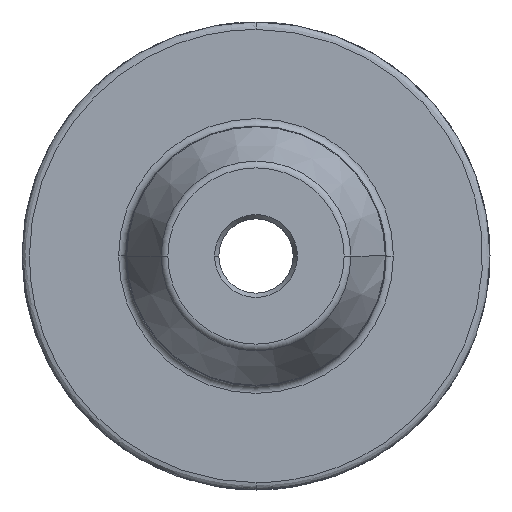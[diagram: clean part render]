
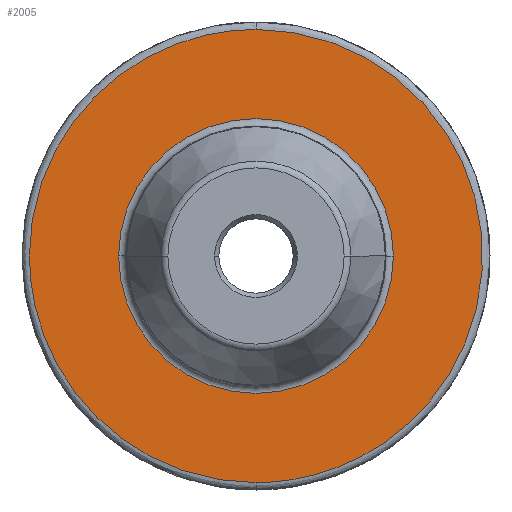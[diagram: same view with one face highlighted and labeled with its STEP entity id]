
A CAD part, front view. The second image highlights one B-rep face of the part: STEP entity #2005.
In plain terms, the highlighted planar face has unit normal (0, -1, 0).
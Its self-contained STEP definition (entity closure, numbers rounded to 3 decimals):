
#52 = EDGE_CURVE ( 'NONE', #167, #2393, #4440, .T. ) ;
#100 = CARTESIAN_POINT ( 'NONE',  ( 0., -27., -30.5 ) ) ;
#167 = VERTEX_POINT ( 'NONE', #3326 ) ;
#179 = CARTESIAN_POINT ( 'NONE',  ( 0., -27., 0. ) ) ;
#250 = ORIENTED_EDGE ( 'NONE', *, *, #4066, .F. ) ;
#593 = DIRECTION ( 'NONE',  ( 1., 0., 0. ) ) ;
#697 = CIRCLE ( 'NONE', #1511, 18.5 ) ;
#813 = CARTESIAN_POINT ( 'NONE',  ( 0., -27., 30.5 ) ) ;
#827 = CARTESIAN_POINT ( 'NONE',  ( -30.5, -27., 0. ) ) ;
#860 = VERTEX_POINT ( 'NONE', #964 ) ;
#861 =( BOUNDED_CURVE ( )  B_SPLINE_CURVE ( 3, ( #2834, #5263, #3248, #813 ),
 .UNSPECIFIED., .F., .F. ) 
 B_SPLINE_CURVE_WITH_KNOTS ( ( 4, 4 ),
 ( 0., 0.333 ),
 .UNSPECIFIED. ) 
 CURVE ( )  GEOMETRIC_REPRESENTATION_ITEM ( )  RATIONAL_B_SPLINE_CURVE ( ( 1., 0.805, 0.805, 1. ) ) 
 REPRESENTATION_ITEM ( '' )  );
#964 = CARTESIAN_POINT ( 'NONE',  ( -30.5, -27., 0. ) ) ;
#1204 = CARTESIAN_POINT ( 'NONE',  ( -31.5, -27., 0. ) ) ;
#1247 = CARTESIAN_POINT ( 'NONE',  ( 0., -27., -30.5 ) ) ;
#1250 = EDGE_CURVE ( 'NONE', #4515, #4243, #697, .T. ) ;
#1297 = CARTESIAN_POINT ( 'NONE',  ( 61., -27., 30.5 ) ) ;
#1511 = AXIS2_PLACEMENT_3D ( 'NONE', #2386, #5218, #2781 ) ;
#1573 = ORIENTED_EDGE ( 'NONE', *, *, #5118, .T. ) ;
#1857 = ORIENTED_EDGE ( 'NONE', *, *, #1250, .T. ) ;
#1985 = EDGE_LOOP ( 'NONE', ( #1573, #1857 ) ) ;
#1994 = PLANE ( 'NONE',  #3651 ) ;
#2005 = ADVANCED_FACE ( 'NONE', ( #4441, #3490 ), #1994, .T. ) ;
#2014 = DIRECTION ( 'NONE',  ( 1., 0., 0. ) ) ;
#2386 = CARTESIAN_POINT ( 'NONE',  ( 0., -27., 0. ) ) ;
#2393 = VERTEX_POINT ( 'NONE', #1247 ) ;
#2449 = CARTESIAN_POINT ( 'NONE',  ( 0., -27., -30.5 ) ) ;
#2533 = CARTESIAN_POINT ( 'NONE',  ( 0., -27., 30.5 ) ) ;
#2598 = CIRCLE ( 'NONE', #5261, 18.5 ) ;
#2613 = CARTESIAN_POINT ( 'NONE',  ( 18.5, -27., 0. ) ) ;
#2781 = DIRECTION ( 'NONE',  ( 1., 0., 0. ) ) ;
#2834 = CARTESIAN_POINT ( 'NONE',  ( -30.5, -27., 0. ) ) ;
#3021 = DIRECTION ( 'NONE',  ( 0., 1., 0. ) ) ;
#3248 = CARTESIAN_POINT ( 'NONE',  ( -17.866, -27., 30.5 ) ) ;
#3263 = ORIENTED_EDGE ( 'NONE', *, *, #4113, .F. ) ;
#3264 = CARTESIAN_POINT ( 'NONE',  ( -30.5, -27., -17.866 ) ) ;
#3326 = CARTESIAN_POINT ( 'NONE',  ( 0., -27., 30.5 ) ) ;
#3336 = CARTESIAN_POINT ( 'NONE',  ( 61., -27., -30.5 ) ) ;
#3490 = FACE_OUTER_BOUND ( 'NONE', #5214, .T. ) ;
#3651 = AXIS2_PLACEMENT_3D ( 'NONE', #1204, #4449, #2014 ) ;
#4066 = EDGE_CURVE ( 'NONE', #860, #167, #861, .T. ) ;
#4113 = EDGE_CURVE ( 'NONE', #2393, #860, #5181, .T. ) ;
#4243 = VERTEX_POINT ( 'NONE', #2613 ) ;
#4440 =( BOUNDED_CURVE ( )  B_SPLINE_CURVE ( 3, ( #2533, #1297, #3336, #100 ),
 .UNSPECIFIED., .F., .F. ) 
 B_SPLINE_CURVE_WITH_KNOTS ( ( 4, 4 ),
 ( 0.333, 1. ),
 .UNSPECIFIED. ) 
 CURVE ( )  GEOMETRIC_REPRESENTATION_ITEM ( )  RATIONAL_B_SPLINE_CURVE ( ( 1., 0.333, 0.333, 1. ) ) 
 REPRESENTATION_ITEM ( '' )  );
#4441 = FACE_BOUND ( 'NONE', #1985, .T. ) ;
#4449 = DIRECTION ( 'NONE',  ( 0., -1., 0. ) ) ;
#4515 = VERTEX_POINT ( 'NONE', #5141 ) ;
#4869 = CARTESIAN_POINT ( 'NONE',  ( -17.866, -27., -30.5 ) ) ;
#4952 = ORIENTED_EDGE ( 'NONE', *, *, #52, .F. ) ;
#5118 = EDGE_CURVE ( 'NONE', #4243, #4515, #2598, .T. ) ;
#5141 = CARTESIAN_POINT ( 'NONE',  ( -18.5, -27., 0. ) ) ;
#5181 =( BOUNDED_CURVE ( )  B_SPLINE_CURVE ( 3, ( #2449, #4869, #3264, #827 ),
 .UNSPECIFIED., .F., .F. ) 
 B_SPLINE_CURVE_WITH_KNOTS ( ( 4, 4 ),
 ( 0., 1. ),
 .UNSPECIFIED. ) 
 CURVE ( )  GEOMETRIC_REPRESENTATION_ITEM ( )  RATIONAL_B_SPLINE_CURVE ( ( 1., 0.805, 0.805, 1. ) ) 
 REPRESENTATION_ITEM ( '' )  );
#5214 = EDGE_LOOP ( 'NONE', ( #250, #3263, #4952 ) ) ;
#5218 = DIRECTION ( 'NONE',  ( 0., 1., 0. ) ) ;
#5261 = AXIS2_PLACEMENT_3D ( 'NONE', #179, #3021, #593 ) ;
#5263 = CARTESIAN_POINT ( 'NONE',  ( -30.5, -27., 17.866 ) ) ;
